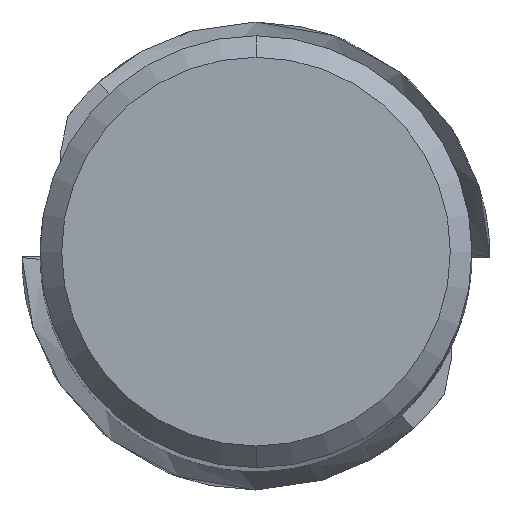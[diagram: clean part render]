
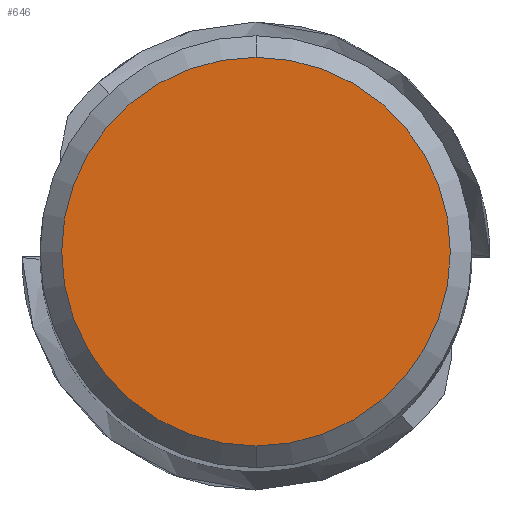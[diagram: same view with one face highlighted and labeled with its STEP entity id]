
A CAD part, top view. The second image highlights one B-rep face of the part: STEP entity #646.
In plain terms, the highlighted planar face has unit normal (0, 0, 1).
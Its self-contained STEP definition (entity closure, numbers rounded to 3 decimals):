
#366=VERTEX_POINT('',#1032);
#560=EDGE_CURVE('',#722,#366,#1245,.T.);
#646=ADVANCED_FACE('',(#1338),#1339,.T.);
#722=VERTEX_POINT('',#1424);
#994=EDGE_CURVE('',#366,#722,#1718,.T.);
#1032=CARTESIAN_POINT('',(0.0,5.4,0.0));
#1245=CIRCLE('',#2832,5.4);
#1338=FACE_OUTER_BOUND('',#3470,.T.);
#1339=PLANE('',#3471);
#1424=CARTESIAN_POINT('',(0.,-5.4,0.0));
#1718=CIRCLE('',#5600,5.4);
#2832=AXIS2_PLACEMENT_3D('',#5876,#5877,#5878);
#3470=EDGE_LOOP('',(#5950,#5951));
#3471=AXIS2_PLACEMENT_3D('',#5952,#5953,#5954);
#5600=AXIS2_PLACEMENT_3D('',#6367,#6368,#6369);
#5876=CARTESIAN_POINT('',(0.0,0.0,0.0));
#5877=DIRECTION('',(0.0,0.0,-1.0));
#5878=DIRECTION('',(0.0,1.0,0.0));
#5950=ORIENTED_EDGE('',*,*,#994,.F.);
#5951=ORIENTED_EDGE('',*,*,#560,.F.);
#5952=CARTESIAN_POINT('',(0.0,2.7,0.0));
#5953=DIRECTION('',(-0.0,0.0,1.0));
#5954=DIRECTION('',(0.0,-1.0,0.0));
#6367=CARTESIAN_POINT('',(0.0,0.0,0.0));
#6368=DIRECTION('',(0.0,0.0,-1.0));
#6369=DIRECTION('',(0.0,1.0,0.0));
